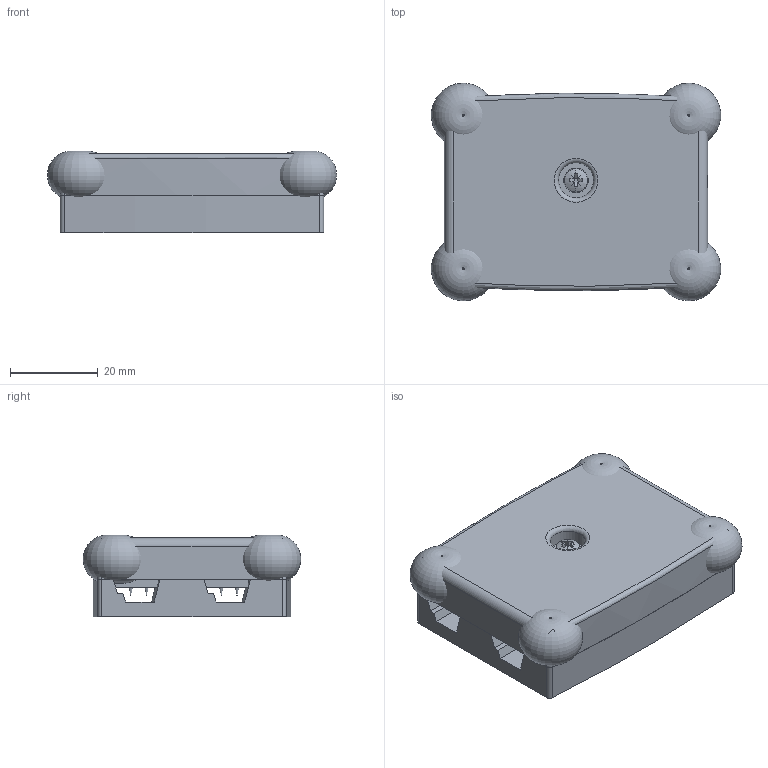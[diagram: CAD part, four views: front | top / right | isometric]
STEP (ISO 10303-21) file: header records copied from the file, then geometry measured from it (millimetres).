
FILE_DESCRIPTION(/* description */ ('Alibre Inc.'),/* implementation_level */ '2;1');
FILE_NAME(/* name */ 'export0',/* time_stamp */ '2017-04-05T09:00:31+02:00',/* author */ (''),/* organization */ (''),/* preprocessor_version */ 'ST-DEVELOPER v14',/* originating_system */ 'Alibre',/* authorisation */ '');
FILE_SCHEMA (('AUTOMOTIVE_DESIGN'));
Length unit declared in the file: millimetre
Products named in the file (5): 2; BENE INOX | 210216-3X30
Bounding box: 65.94 x 49.62 x 18.67 mm (x, y, z)
Volume: 50520.2 mm3; surface area: 23786 mm2
Topology: 7 solids, 8 shells, 449 faces, 1183 edges, 778 vertices
Faces by surface type: plane 176, cylinder 156, cone 50, torus 41, bspline 24, sphere 2
Full cylindrical faces by diameter (mm): 3 x1, 3.18 x4, 3.2 x4, 3.5 x2, 6 x4, 8 x1
Entity records: 10617 total; most frequent: CARTESIAN_POINT 3996, ORIENTED_EDGE 1318, DIRECTION 1195, EDGE_CURVE 659, AXIS2_PLACEMENT_3D 512, VERTEX_POINT 458, EDGE_LOOP 379, FACE_BOUND 379
